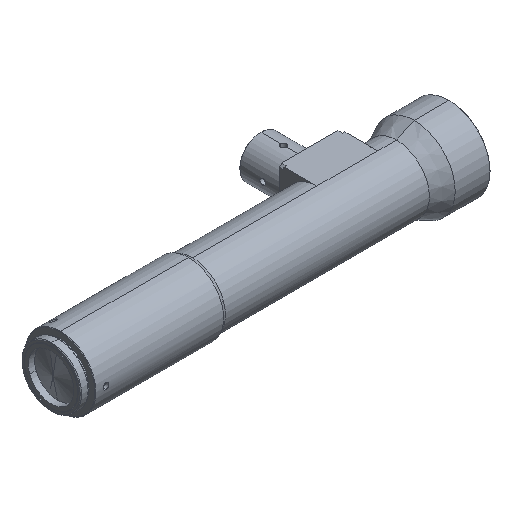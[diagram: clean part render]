
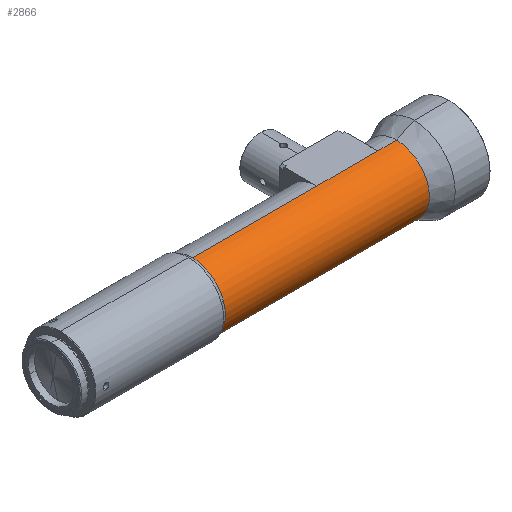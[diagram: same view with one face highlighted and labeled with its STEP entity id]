
A CAD part, isometric view. The second image highlights one B-rep face of the part: STEP entity #2866.
In plain terms, the highlighted cylindrical face has radius 14 mm (diameter 28 mm), a partial arc.
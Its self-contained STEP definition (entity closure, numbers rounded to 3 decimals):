
#29 = EDGE_CURVE ( 'NONE', #3908, #4086, #987, .T. ) ;
#35 = EDGE_CURVE ( 'NONE', #197, #3931, #963, .T. ) ;
#41 = EDGE_CURVE ( 'NONE', #3987, #3977, #943, .T. ) ;
#49 = EDGE_CURVE ( 'NONE', #174, #4092, #922, .T. ) ;
#165 = VERTEX_POINT ( 'NONE', #2004 ) ;
#174 = VERTEX_POINT ( 'NONE', #2012 ) ;
#197 = VERTEX_POINT ( 'NONE', #2340 ) ;
#216 = FACE_OUTER_BOUND ( 'NONE', #1443, .T. ) ;
#228 = CYLINDRICAL_SURFACE ( 'NONE', #433, 14. ) ;
#433 = AXIS2_PLACEMENT_3D ( 'NONE', #3629, #3555, #3516 ) ;
#780 = EDGE_CURVE ( 'NONE', #3931, #165, #1305, .T. ) ;
#793 = EDGE_CURVE ( 'NONE', #4086, #197, #1307, .T. ) ;
#795 = EDGE_CURVE ( 'NONE', #174, #165, #1259, .T. ) ;
#798 = EDGE_CURVE ( 'NONE', #3977, #3908, #1225, .T. ) ;
#800 = EDGE_CURVE ( 'NONE', #3987, #4092, #1294, .T. ) ;
#850 = AXIS2_PLACEMENT_3D ( 'NONE', #2042, #2243, #2279 ) ;
#859 = AXIS2_PLACEMENT_3D ( 'NONE', #2198, #2210, #2196 ) ;
#884 = AXIS2_PLACEMENT_3D ( 'NONE', #3387, #3291, #3190 ) ;
#922 = LINE ( 'NONE', #2268, #948 ) ;
#943 = CIRCLE ( 'NONE', #859, 14. ) ;
#948 = VECTOR ( 'NONE', #2040, 1000. ) ;
#963 = CIRCLE ( 'NONE', #850, 14. ) ;
#987 = LINE ( 'NONE', #2050, #988 ) ;
#988 = VECTOR ( 'NONE', #1929, 1000. ) ;
#1225 = LINE ( 'NONE', #3738, #1230 ) ;
#1227 = VECTOR ( 'NONE', #3731, 1000. ) ;
#1230 = VECTOR ( 'NONE', #3748, 1000. ) ;
#1239 = VECTOR ( 'NONE', #3736, 1000. ) ;
#1259 = LINE ( 'NONE', #3739, #1227 ) ;
#1294 = LINE ( 'NONE', #3747, #1299 ) ;
#1299 = VECTOR ( 'NONE', #3744, 1000. ) ;
#1305 = CIRCLE ( 'NONE', #884, 14. ) ;
#1307 = LINE ( 'NONE', #3735, #1239 ) ;
#1345 = ORIENTED_EDGE ( 'NONE', *, *, #793, .T. ) ;
#1443 = EDGE_LOOP ( 'NONE', ( #1609, #1699, #1850, #1672, #1345, #1880, #1567, #1700, #1607 ) ) ;
#1567 = ORIENTED_EDGE ( 'NONE', *, *, #780, .T. ) ;
#1607 = ORIENTED_EDGE ( 'NONE', *, *, #49, .T. ) ;
#1609 = ORIENTED_EDGE ( 'NONE', *, *, #800, .F. ) ;
#1672 = ORIENTED_EDGE ( 'NONE', *, *, #29, .T. ) ;
#1699 = ORIENTED_EDGE ( 'NONE', *, *, #41, .T. ) ;
#1700 = ORIENTED_EDGE ( 'NONE', *, *, #795, .F. ) ;
#1850 = ORIENTED_EDGE ( 'NONE', *, *, #798, .T. ) ;
#1880 = ORIENTED_EDGE ( 'NONE', *, *, #35, .T. ) ;
#1929 = DIRECTION ( 'NONE',  ( -1., 0., 0. ) ) ;
#2004 = CARTESIAN_POINT ( 'NONE',  ( -76.7, 0., -14. ) ) ;
#2012 = CARTESIAN_POINT ( 'NONE',  ( -23.7, 0., -14. ) ) ;
#2040 = DIRECTION ( 'NONE',  ( 1., 0., 0. ) ) ;
#2042 = CARTESIAN_POINT ( 'NONE',  ( -76.7, 0., 0. ) ) ;
#2050 = CARTESIAN_POINT ( 'NONE',  ( -10.7, 0., 14. ) ) ;
#2196 = DIRECTION ( 'NONE',  ( 0., 0., -1. ) ) ;
#2198 = CARTESIAN_POINT ( 'NONE',  ( 10.3, 0., 0. ) ) ;
#2210 = DIRECTION ( 'NONE',  ( -1., 0., 0. ) ) ;
#2243 = DIRECTION ( 'NONE',  ( 1., 0., 0. ) ) ;
#2268 = CARTESIAN_POINT ( 'NONE',  ( -10.7, 0., -14. ) ) ;
#2279 = DIRECTION ( 'NONE',  ( 0., 0.354, 0.935 ) ) ;
#2340 = CARTESIAN_POINT ( 'NONE',  ( -76.7, 0., 14. ) ) ;
#2866 = ADVANCED_FACE ( 'NONE', ( #216 ), #228, .T. ) ;
#3009 = CARTESIAN_POINT ( 'NONE',  ( 2.3, 0., 14. ) ) ;
#3117 = CARTESIAN_POINT ( 'NONE',  ( 10.3, 0., 14. ) ) ;
#3145 = CARTESIAN_POINT ( 'NONE',  ( 10.3, 0., -14. ) ) ;
#3184 = CARTESIAN_POINT ( 'NONE',  ( 2.3, 0., -14. ) ) ;
#3190 = DIRECTION ( 'NONE',  ( 0., 0.354, 0.935 ) ) ;
#3223 = CARTESIAN_POINT ( 'NONE',  ( -23.7, 0., 14. ) ) ;
#3291 = DIRECTION ( 'NONE',  ( 1., 0., 0. ) ) ;
#3329 = CARTESIAN_POINT ( 'NONE',  ( -76.7, -13.095, 4.952 ) ) ;
#3387 = CARTESIAN_POINT ( 'NONE',  ( -76.7, 0., 0. ) ) ;
#3516 = DIRECTION ( 'NONE',  ( 0., 0., 1. ) ) ;
#3555 = DIRECTION ( 'NONE',  ( -1., 0., 0. ) ) ;
#3629 = CARTESIAN_POINT ( 'NONE',  ( 10.3, 0., 0. ) ) ;
#3731 = DIRECTION ( 'NONE',  ( -1., 0., 0. ) ) ;
#3735 = CARTESIAN_POINT ( 'NONE',  ( 10.3, 0., 14. ) ) ;
#3736 = DIRECTION ( 'NONE',  ( -1., 0., 0. ) ) ;
#3738 = CARTESIAN_POINT ( 'NONE',  ( 10.3, 0., 14. ) ) ;
#3739 = CARTESIAN_POINT ( 'NONE',  ( 10.3, 0., -14. ) ) ;
#3744 = DIRECTION ( 'NONE',  ( -1., 0., 0. ) ) ;
#3747 = CARTESIAN_POINT ( 'NONE',  ( 10.3, 0., -14. ) ) ;
#3748 = DIRECTION ( 'NONE',  ( -1., 0., 0. ) ) ;
#3908 = VERTEX_POINT ( 'NONE', #3009 ) ;
#3931 = VERTEX_POINT ( 'NONE', #3329 ) ;
#3977 = VERTEX_POINT ( 'NONE', #3117 ) ;
#3987 = VERTEX_POINT ( 'NONE', #3145 ) ;
#4086 = VERTEX_POINT ( 'NONE', #3223 ) ;
#4092 = VERTEX_POINT ( 'NONE', #3184 ) ;
